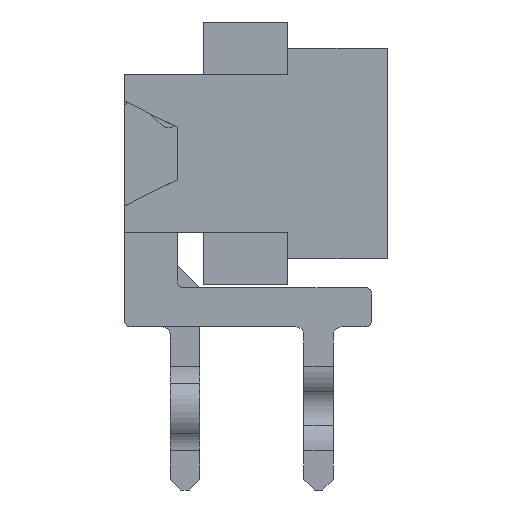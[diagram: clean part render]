
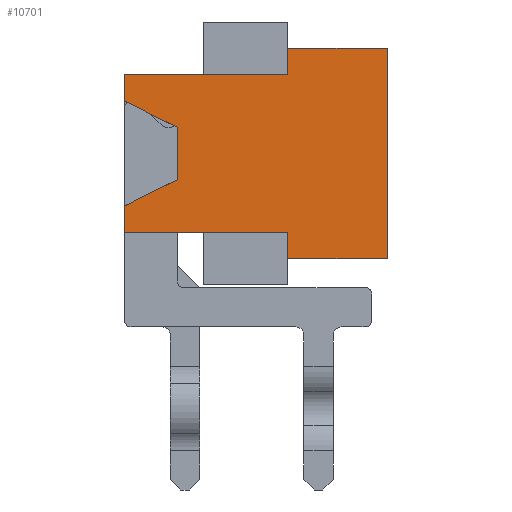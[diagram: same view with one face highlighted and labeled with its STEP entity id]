
A CAD part, front view. The second image highlights one B-rep face of the part: STEP entity #10701.
In plain terms, the highlighted face is planar.
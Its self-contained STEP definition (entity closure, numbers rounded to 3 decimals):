
#1215=ORIENTED_EDGE('',*,*,#3984,.F.);
#1216=ORIENTED_EDGE('',*,*,#4205,.F.);
#1217=ORIENTED_EDGE('',*,*,#4216,.T.);
#1218=ORIENTED_EDGE('',*,*,#4217,.F.);
#1219=ORIENTED_EDGE('',*,*,#4066,.T.);
#1220=ORIENTED_EDGE('',*,*,#4218,.F.);
#1221=ORIENTED_EDGE('',*,*,#4219,.F.);
#1222=ORIENTED_EDGE('',*,*,#4220,.T.);
#1223=ORIENTED_EDGE('',*,*,#4221,.T.);
#1224=ORIENTED_EDGE('',*,*,#4222,.T.);
#1225=ORIENTED_EDGE('',*,*,#4069,.F.);
#1226=ORIENTED_EDGE('',*,*,#4208,.F.);
#1227=ORIENTED_EDGE('',*,*,#3980,.F.);
#1228=ORIENTED_EDGE('',*,*,#4223,.F.);
#3980=EDGE_CURVE('',#5534,#5535,#6651,.T.);
#3984=EDGE_CURVE('',#5538,#5539,#6655,.T.);
#4066=EDGE_CURVE('',#5607,#5606,#6737,.T.);
#4069=EDGE_CURVE('',#5608,#5609,#6740,.T.);
#4205=EDGE_CURVE('',#5673,#5538,#6876,.T.);
#4208=EDGE_CURVE('',#5535,#5608,#6879,.T.);
#4216=EDGE_CURVE('',#5673,#5678,#6887,.T.);
#4217=EDGE_CURVE('',#5607,#5678,#6888,.T.);
#4218=EDGE_CURVE('',#5679,#5606,#6889,.T.);
#4219=EDGE_CURVE('',#5680,#5679,#6890,.T.);
#4220=EDGE_CURVE('',#5680,#5681,#6891,.T.);
#4221=EDGE_CURVE('',#5681,#5682,#6892,.T.);
#4222=EDGE_CURVE('',#5682,#5609,#6893,.T.);
#4223=EDGE_CURVE('',#5539,#5534,#6894,.T.);
#5534=VERTEX_POINT('',#15653);
#5535=VERTEX_POINT('',#15654);
#5538=VERTEX_POINT('',#15662);
#5539=VERTEX_POINT('',#15663);
#5606=VERTEX_POINT('',#15833);
#5607=VERTEX_POINT('',#15835);
#5608=VERTEX_POINT('',#15839);
#5609=VERTEX_POINT('',#15841);
#5673=VERTEX_POINT('',#16088);
#5678=VERTEX_POINT('',#16107);
#5679=VERTEX_POINT('',#16110);
#5680=VERTEX_POINT('',#16112);
#5681=VERTEX_POINT('',#16114);
#5682=VERTEX_POINT('',#16116);
#6651=LINE('',#15652,#7946);
#6655=LINE('',#15661,#7950);
#6737=LINE('',#15834,#8032);
#6740=LINE('',#15840,#8035);
#6876=LINE('',#16087,#8171);
#6879=LINE('',#16092,#8174);
#6887=LINE('',#16106,#8182);
#6888=LINE('',#16108,#8183);
#6889=LINE('',#16109,#8184);
#6890=LINE('',#16111,#8185);
#6891=LINE('',#16113,#8186);
#6892=LINE('',#16115,#8187);
#6893=LINE('',#16117,#8188);
#6894=LINE('',#16118,#8189);
#7946=VECTOR('',#12472,1000.);
#7950=VECTOR('',#12478,1000.);
#8032=VECTOR('',#12604,1000.);
#8035=VECTOR('',#12609,1000.);
#8171=VECTOR('',#12839,1000.);
#8174=VECTOR('',#12844,1000.);
#8182=VECTOR('',#12856,1000.);
#8183=VECTOR('',#12857,1000.);
#8184=VECTOR('',#12858,1000.);
#8185=VECTOR('',#12859,1000.);
#8186=VECTOR('',#12860,1000.);
#8187=VECTOR('',#12861,1000.);
#8188=VECTOR('',#12862,1000.);
#8189=VECTOR('',#12863,1000.);
#9135=EDGE_LOOP('',(#1215,#1216,#1217,#1218,#1219,#1220,#1221,#1222,#1223,
#1224,#1225,#1226,#1227,#1228));
#9716=FACE_BOUND('',#9135,.T.);
#10297=PLANE('',#11334);
#10701=ADVANCED_FACE('',(#9716),#10297,.F.);
#11334=AXIS2_PLACEMENT_3D('',#16105,#12854,#12855);
#12472=DIRECTION('',(0.,0.447,-0.894));
#12478=DIRECTION('',(0.,0.447,0.894));
#12604=DIRECTION('',(0.,-1.,0.));
#12609=DIRECTION('',(0.,0.,1.));
#12839=DIRECTION('',(0.,1.,0.));
#12844=DIRECTION('',(0.,1.,0.));
#12854=DIRECTION('',(1.,0.,0.));
#12855=DIRECTION('',(0.,0.,-1.));
#12856=DIRECTION('',(0.,0.,1.));
#12857=DIRECTION('',(0.,0.,-1.));
#12858=DIRECTION('',(0.,0.,-1.));
#12859=DIRECTION('',(0.,-1.,0.));
#12860=DIRECTION('',(0.,0.,-1.));
#12861=DIRECTION('',(0.,-1.,0.));
#12862=DIRECTION('',(0.,0.,-1.));
#12863=DIRECTION('',(0.,1.,0.));
#15652=CARTESIAN_POINT('',(-4.075,-0.8,2.1));
#15653=CARTESIAN_POINT('',(-4.075,0.5,-0.5));
#15654=CARTESIAN_POINT('',(-4.075,1.,-1.5));
#15661=CARTESIAN_POINT('',(-4.075,1.6,3.7));
#15662=CARTESIAN_POINT('',(-4.075,-1.,-1.5));
#15663=CARTESIAN_POINT('',(-4.075,-0.5,-0.5));
#15833=CARTESIAN_POINT('',(-4.075,-2.,1.6));
#15834=CARTESIAN_POINT('',(-4.075,2.,1.6));
#15835=CARTESIAN_POINT('',(-4.075,-1.5,1.6));
#15839=CARTESIAN_POINT('',(-4.075,1.5,-1.5));
#15840=CARTESIAN_POINT('',(-4.075,1.5,-1.5));
#15841=CARTESIAN_POINT('',(-4.075,1.5,0.));
#16087=CARTESIAN_POINT('',(-4.075,-1.5,-1.5));
#16088=CARTESIAN_POINT('',(-4.075,-1.5,-1.5));
#16092=CARTESIAN_POINT('',(-4.075,-1.5,-1.5));
#16105=CARTESIAN_POINT('',(-4.075,2.,3.5));
#16106=CARTESIAN_POINT('',(-4.075,-1.5,-1.5));
#16107=CARTESIAN_POINT('',(-4.075,-1.5,0.));
#16108=CARTESIAN_POINT('',(-4.075,-1.5,11.939));
#16109=CARTESIAN_POINT('',(-4.075,-2.,3.5));
#16110=CARTESIAN_POINT('',(-4.075,-2.,3.5));
#16111=CARTESIAN_POINT('',(-4.075,2.,3.5));
#16112=CARTESIAN_POINT('',(-4.075,2.,3.5));
#16113=CARTESIAN_POINT('',(-4.075,2.,3.5));
#16114=CARTESIAN_POINT('',(-4.075,2.,1.6));
#16115=CARTESIAN_POINT('',(-4.075,2.,1.6));
#16116=CARTESIAN_POINT('',(-4.075,1.5,1.6));
#16117=CARTESIAN_POINT('',(-4.075,1.5,11.939));
#16118=CARTESIAN_POINT('',(-4.075,2.,-0.5));
